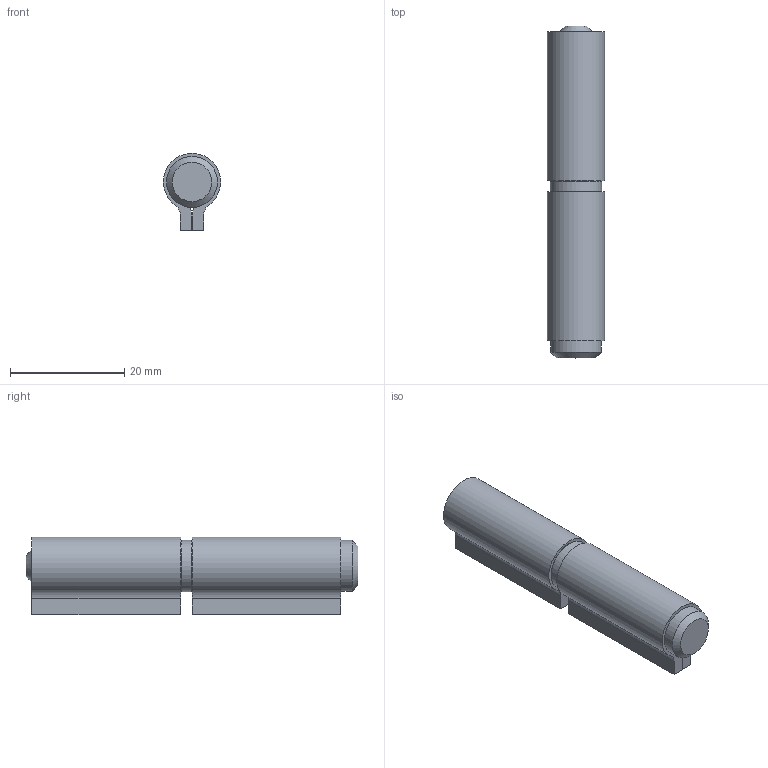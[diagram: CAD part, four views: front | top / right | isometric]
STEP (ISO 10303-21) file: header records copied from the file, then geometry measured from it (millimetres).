
FILE_DESCRIPTION (( 'STEP AP203' ), '1' );
FILE_NAME ('402-60.step', '2021-09-06T07:40:27', ( '' ), ( '' ), 'SwSTEP 2.0', 'SolidWorks 2018', '' );
FILE_SCHEMA (( 'CONFIG_CONTROL_DESIGN' ));
Length unit declared in the file: millimetre
Products named in the file (9): 402-xx Teil3_402-60 Teil3; 402-xx Teil2_402-60 Teil2; 402-xx Teil4_402-60 Teil4; 402-xx Teil3; 402-xx Teil1; 402-xx Teil2; 402-xx Teil1_402-60 Teil1; 402-xx Teil4; 402-60
Assembly tree (4 placements, depth 2):
  402-xx Teil3
  402-xx Teil1
  402-xx Teil2
  402-xx Teil4
  402-60
    402-xx Teil1_402-60 Teil1
    402-xx Teil2_402-60 Teil2
    402-xx Teil3_402-60 Teil3
    402-xx Teil4_402-60 Teil4
Bounding box: 9.97 x 58 x 13.48 mm (x, y, z)
Volume: 4890.7 mm3; surface area: 5059 mm2
Topology: 4 solids, 4 shells, 311 faces, 832 edges, 553 vertices
Faces by surface type: plane 145, bspline 121, cylinder 39, torus 4, cone 2
Full cylindrical faces by diameter (mm): 5.7 x1, 6.4 x1, 8.9 x1, 9 x1
Entity records: 14676 total; most frequent: CARTESIAN_POINT 6859, ORIENTED_EDGE 1642, DIRECTION 1109, EDGE_CURVE 821, VERTEX_POINT 552, LINE 413, VECTOR 413, AXIS2_PLACEMENT_3D 348
